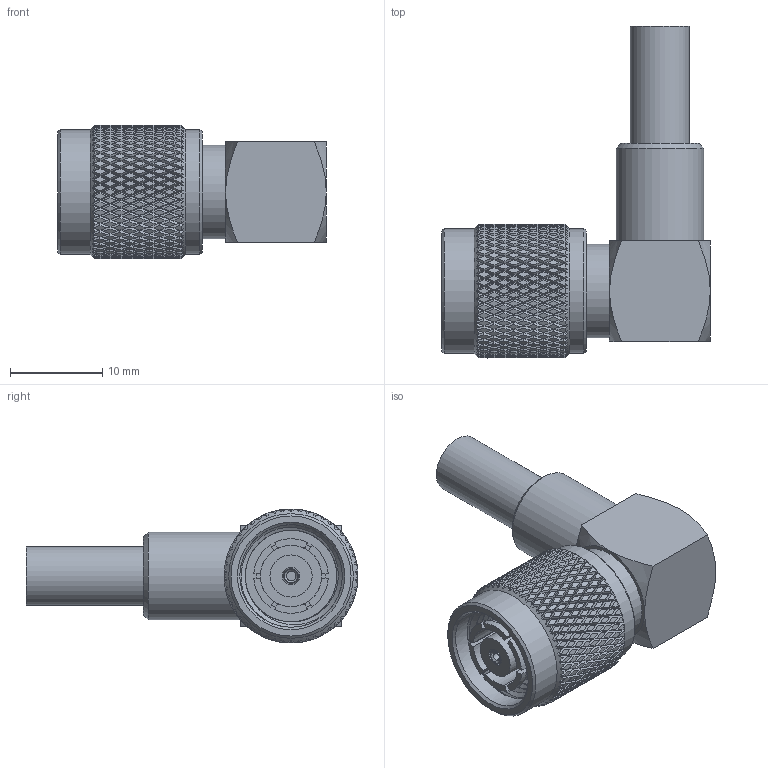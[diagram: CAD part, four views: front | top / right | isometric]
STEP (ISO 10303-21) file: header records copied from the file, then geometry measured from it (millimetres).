
FILE_DESCRIPTION (( 'STEP AP203' ), '1' );
FILE_NAME ('PE4678_3D.step', '2022-07-07T23:36:01', ( '' ), ( '' ), 'SwSTEP 2.0', 'SolidWorks 2021', '' );
FILE_SCHEMA (( 'CONFIG_CONTROL_DESIGN' ));
Length unit declared in the file: inch
Products named in the file (1): PE4678_3D
Bounding box: 29.1 x 35.96 x 14.5 mm (x, y, z)
Volume: 4282.4 mm3; surface area: 3843.1 mm2
Topology: 3 solids, 3 shells, 2630 faces, 5567 edges, 2954 vertices
Faces by surface type: bspline 2003, cylinder 535, plane 61, cone 31
Full cylindrical faces by diameter (mm): 0.61 x1, 1.016 x2, 1.702 x1, 1.905 x1, 2.108 x2, 3.2 x1, 4.5 x1, 4.572 x1, 5.4 x1, 6.4 x1, 6.655 x1, 7.569 x1, 9.5 x1, 10.16 x1, 11.113 x6, 13.513 x2
Entity records: 101152 total; most frequent: CARTESIAN_POINT 67704, ORIENTED_EDGE 11024, EDGE_CURVE 5512, VERTEX_POINT 2933, EDGE_LOOP 2667, FACE_OUTER_BOUND 2643, ADVANCED_FACE 2624, B_SPLINE_CURVE_WITH_KNOTS 2290
